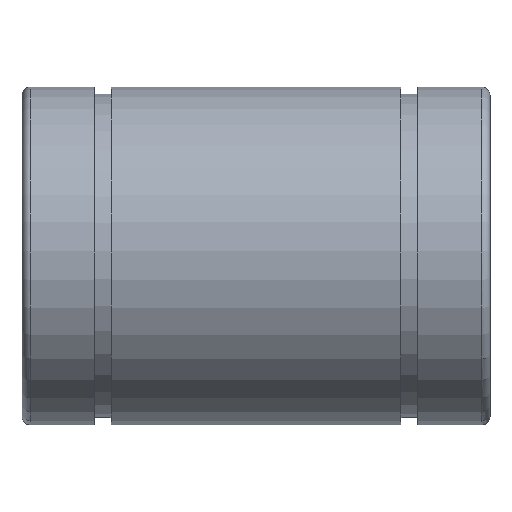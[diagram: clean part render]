
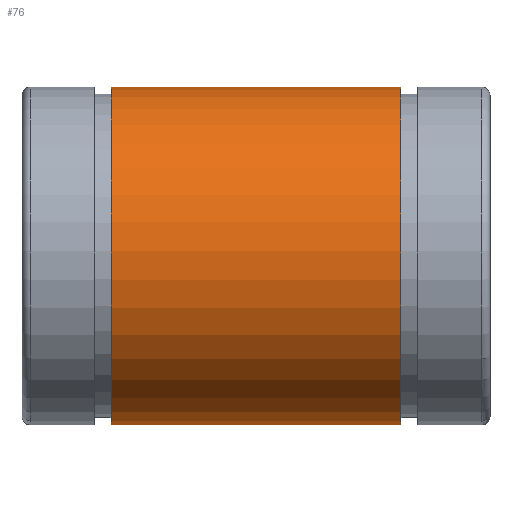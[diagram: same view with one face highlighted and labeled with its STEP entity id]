
A CAD part, top view. The second image highlights one B-rep face of the part: STEP entity #76.
In plain terms, the highlighted cylindrical face has radius 13 mm (diameter 26 mm), a partial arc.
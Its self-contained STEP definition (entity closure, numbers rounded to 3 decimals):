
#76 = ADVANCED_FACE( '', ( #146 ), #147, .T. );
#146 = FACE_OUTER_BOUND( '', #207, .T. );
#147 = CYLINDRICAL_SURFACE( '', #208, 13. );
#207 = EDGE_LOOP( '', ( #371, #372, #373, #374 ) );
#208 = AXIS2_PLACEMENT_3D( '', #375, #376, #377 );
#371 = ORIENTED_EDGE( '', *, *, #386, .F. );
#372 = ORIENTED_EDGE( '', *, *, #442, .T. );
#373 = ORIENTED_EDGE( '', *, *, #423, .T. );
#374 = ORIENTED_EDGE( '', *, *, #436, .T. );
#375 = CARTESIAN_POINT( '', ( 36., 0., 0. ) );
#376 = DIRECTION( '', ( -1., 0., 0. ) );
#377 = DIRECTION( '', ( 0., 0., -1. ) );
#386 = EDGE_CURVE( '', #457, #459, #460, .T. );
#423 = EDGE_CURVE( '', #517, #518, #519, .T. );
#436 = EDGE_CURVE( '', #518, #459, #534, .T. );
#442 = EDGE_CURVE( '', #457, #517, #540, .F. );
#457 = VERTEX_POINT( '', #557 );
#459 = VERTEX_POINT( '', #560 );
#460 = CIRCLE( '', #561, 13. );
#517 = VERTEX_POINT( '', #653 );
#518 = VERTEX_POINT( '', #654 );
#519 = CIRCLE( '', #655, 13. );
#534 = LINE( '', #688, #689 );
#540 = LINE( '', #705, #706 );
#557 = CARTESIAN_POINT( '', ( 29.15, -12.978, -0.75 ) );
#560 = CARTESIAN_POINT( '', ( 29.15, -12.978, 0.75 ) );
#561 = AXIS2_PLACEMENT_3D( '', #720, #721, #722 );
#653 = CARTESIAN_POINT( '', ( 6.85, -12.978, -0.75 ) );
#654 = CARTESIAN_POINT( '', ( 6.85, -12.978, 0.75 ) );
#655 = AXIS2_PLACEMENT_3D( '', #766, #767, #768 );
#688 = CARTESIAN_POINT( '', ( 36., -12.978, 0.75 ) );
#689 = VECTOR( '', #778, 1000. );
#705 = CARTESIAN_POINT( '', ( 36., -12.978, -0.75 ) );
#706 = VECTOR( '', #779, 1000. );
#720 = CARTESIAN_POINT( '', ( 29.15, 0., 0. ) );
#721 = DIRECTION( '', ( 1., 0., 0. ) );
#722 = DIRECTION( '', ( 0., 0., -1. ) );
#766 = CARTESIAN_POINT( '', ( 6.85, 0., 0. ) );
#767 = DIRECTION( '', ( 1., 0., 0. ) );
#768 = DIRECTION( '', ( 0., 0., -1. ) );
#778 = DIRECTION( '', ( 1., 0., 0. ) );
#779 = DIRECTION( '', ( 1., 0., 0. ) );
